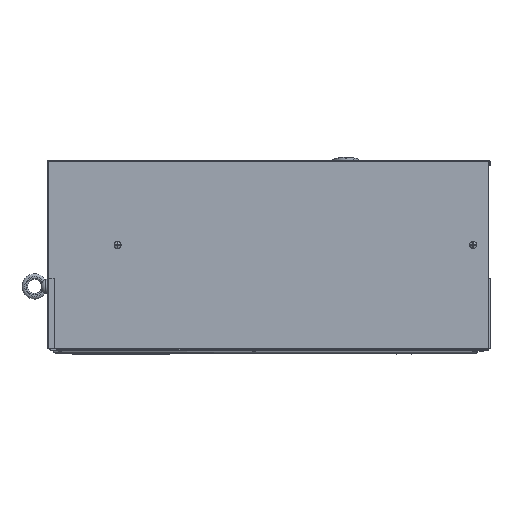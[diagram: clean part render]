
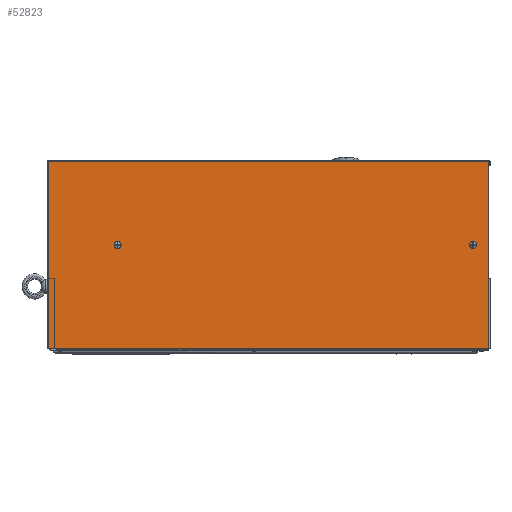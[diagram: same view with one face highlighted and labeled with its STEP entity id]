
A CAD part, left-side view. The second image highlights one B-rep face of the part: STEP entity #52823.
In plain terms, the highlighted planar face has unit normal (-1, 0, 0).
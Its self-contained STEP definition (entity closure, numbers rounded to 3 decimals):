
#629 = CARTESIAN_POINT ( 'NONE',  ( -131.877, -299.875, -2.495 ) ) ;
#4452 = VECTOR ( 'NONE', #89590, 1000. ) ;
#4463 = CARTESIAN_POINT ( 'NONE',  ( -131.877, -277.375, 150.505 ) ) ;
#5593 = AXIS2_PLACEMENT_3D ( 'NONE', #76745, #26600, #85162 ) ;
#5790 = LINE ( 'NONE', #41610, #50296 ) ;
#6849 = VERTEX_POINT ( 'NONE', #629 ) ;
#7704 = ORIENTED_EDGE ( 'NONE', *, *, #108552, .F. ) ;
#8575 = LINE ( 'NONE', #85705, #67488 ) ;
#8798 = CARTESIAN_POINT ( 'NONE',  ( -131.877, 228.625, 150.505 ) ) ;
#10697 = DIRECTION ( 'NONE',  ( 0., 0., 1. ) ) ;
#11626 = CARTESIAN_POINT ( 'NONE',  ( -131.877, -299.875, 97.505 ) ) ;
#11628 = EDGE_CURVE ( 'NONE', #71343, #71343, #45184, .T. ) ;
#11661 = AXIS2_PLACEMENT_3D ( 'NONE', #71549, #21370, #79944 ) ;
#12615 = LINE ( 'NONE', #47114, #57137 ) ;
#12753 = ORIENTED_EDGE ( 'NONE', *, *, #32998, .T. ) ;
#17330 = CARTESIAN_POINT ( 'NONE',  ( -131.877, 327.125, -2.495 ) ) ;
#21370 = DIRECTION ( 'NONE',  ( -1., 0., 0. ) ) ;
#26296 = EDGE_CURVE ( 'NONE', #50684, #104691, #5790, .T. ) ;
#26600 = DIRECTION ( 'NONE',  ( -1., 0., 0. ) ) ;
#31048 = CARTESIAN_POINT ( 'NONE',  ( -131.877, -299.875, -2.495 ) ) ;
#32998 = EDGE_CURVE ( 'NONE', #104691, #64564, #12615, .T. ) ;
#33111 = FACE_OUTER_BOUND ( 'NONE', #107928, .T. ) ;
#33144 = DIRECTION ( 'NONE',  ( 0., 0., 1. ) ) ;
#33354 = PLANE ( 'NONE',  #79775 ) ;
#34660 = EDGE_CURVE ( 'NONE', #6849, #54086, #71196, .T. ) ;
#38518 = VERTEX_POINT ( 'NONE', #8798 ) ;
#40661 = EDGE_LOOP ( 'NONE', ( #78988 ) ) ;
#40696 = CIRCLE ( 'NONE', #11661, 5. ) ;
#41559 = ORIENTED_EDGE ( 'NONE', *, *, #34660, .F. ) ;
#41610 = CARTESIAN_POINT ( 'NONE',  ( -131.877, -299.875, -2.495 ) ) ;
#41823 = DIRECTION ( 'NONE',  ( 0., 0., 1. ) ) ;
#45184 = CIRCLE ( 'NONE', #5593, 5. ) ;
#47114 = CARTESIAN_POINT ( 'NONE',  ( -131.877, -299.875, 264.005 ) ) ;
#47544 = ORIENTED_EDGE ( 'NONE', *, *, #11628, .F. ) ;
#50296 = VECTOR ( 'NONE', #33144, 1000. ) ;
#50684 = VERTEX_POINT ( 'NONE', #11626 ) ;
#52823 = ADVANCED_FACE ( 'NONE', ( #74996, #33111, #82881 ), #33354, .T. ) ;
#54086 = VERTEX_POINT ( 'NONE', #17330 ) ;
#57137 = VECTOR ( 'NONE', #105614, 1000. ) ;
#59910 = VECTOR ( 'NONE', #79140, 1000. ) ;
#64564 = VERTEX_POINT ( 'NONE', #95747 ) ;
#67488 = VECTOR ( 'NONE', #10697, 1000. ) ;
#70912 = EDGE_CURVE ( 'NONE', #6849, #50684, #84819, .T. ) ;
#71196 = LINE ( 'NONE', #31048, #4452 ) ;
#71343 = VERTEX_POINT ( 'NONE', #4463 ) ;
#71549 = CARTESIAN_POINT ( 'NONE',  ( -131.877, 228.625, 145.505 ) ) ;
#74996 = FACE_BOUND ( 'NONE', #98193, .T. ) ;
#75054 = CARTESIAN_POINT ( 'NONE',  ( -131.877, -299.875, -2.495 ) ) ;
#76745 = CARTESIAN_POINT ( 'NONE',  ( -131.877, -277.375, 145.505 ) ) ;
#77350 = EDGE_CURVE ( 'NONE', #38518, #38518, #40696, .T. ) ;
#78988 = ORIENTED_EDGE ( 'NONE', *, *, #77350, .F. ) ;
#79140 = DIRECTION ( 'NONE',  ( 0., 0., 1. ) ) ;
#79775 = AXIS2_PLACEMENT_3D ( 'NONE', #75054, #91907, #41823 ) ;
#79944 = DIRECTION ( 'NONE',  ( 0., 0., 1. ) ) ;
#80432 = CARTESIAN_POINT ( 'NONE',  ( -131.877, -299.875, 264.005 ) ) ;
#82881 = FACE_BOUND ( 'NONE', #40661, .T. ) ;
#83139 = ORIENTED_EDGE ( 'NONE', *, *, #70912, .T. ) ;
#84819 = LINE ( 'NONE', #95281, #59910 ) ;
#85162 = DIRECTION ( 'NONE',  ( 0., 0., 1. ) ) ;
#85705 = CARTESIAN_POINT ( 'NONE',  ( -131.877, 327.125, -2.495 ) ) ;
#88125 = ORIENTED_EDGE ( 'NONE', *, *, #26296, .T. ) ;
#89590 = DIRECTION ( 'NONE',  ( 0., 1., 0. ) ) ;
#91907 = DIRECTION ( 'NONE',  ( -1., 0., 0. ) ) ;
#95281 = CARTESIAN_POINT ( 'NONE',  ( -131.877, -299.875, -2.495 ) ) ;
#95747 = CARTESIAN_POINT ( 'NONE',  ( -131.877, 327.125, 264.005 ) ) ;
#98193 = EDGE_LOOP ( 'NONE', ( #47544 ) ) ;
#104691 = VERTEX_POINT ( 'NONE', #80432 ) ;
#105614 = DIRECTION ( 'NONE',  ( 0., 1., 0. ) ) ;
#107928 = EDGE_LOOP ( 'NONE', ( #7704, #41559, #83139, #88125, #12753 ) ) ;
#108552 = EDGE_CURVE ( 'NONE', #54086, #64564, #8575, .T. ) ;
